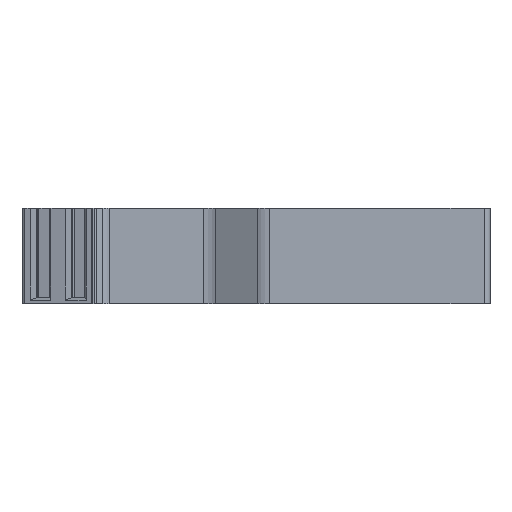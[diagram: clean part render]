
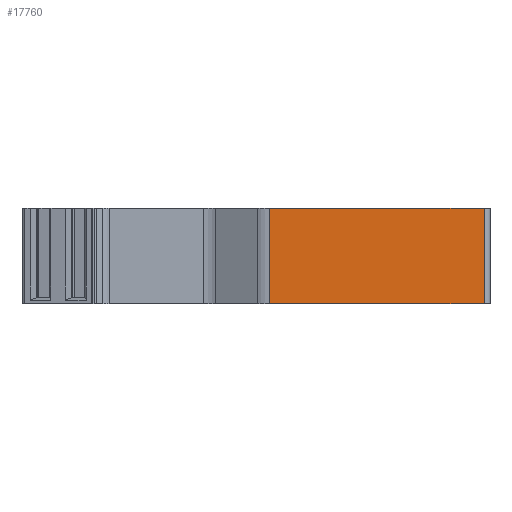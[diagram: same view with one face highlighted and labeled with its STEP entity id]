
A CAD part, left-side view. The second image highlights one B-rep face of the part: STEP entity #17760.
In plain terms, the highlighted planar face has unit normal (-1, 0, 0).
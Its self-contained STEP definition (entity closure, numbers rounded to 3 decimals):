
#32 = PLANE('',#33);
#33 = AXIS2_PLACEMENT_3D('',#34,#35,#36);
#34 = CARTESIAN_POINT('',(-0.05,0.5,0.));
#35 = DIRECTION('',(0.,0.,1.));
#36 = DIRECTION('',(1.,0.,0.));
#2689 = VERTEX_POINT('',#2690);
#2690 = CARTESIAN_POINT('',(-25.05,12.464,0.));
#2709 = CYLINDRICAL_SURFACE('',#2710,2.);
#2710 = AXIS2_PLACEMENT_3D('',#2711,#2712,#2713);
#2711 = CARTESIAN_POINT('',(-23.05,12.464,8.119));
#2712 = DIRECTION('',(0.,0.,-1.));
#2713 = DIRECTION('',(-1.,0.,0.));
#2721 = EDGE_CURVE('',#2722,#2689,#2724,.T.);
#2722 = VERTEX_POINT('',#2723);
#2723 = CARTESIAN_POINT('',(-25.05,-5.8,0.));
#2724 = SURFACE_CURVE('',#2725,(#2729,#2736),.PCURVE_S1.);
#2725 = LINE('',#2726,#2727);
#2726 = CARTESIAN_POINT('',(-25.05,-5.8,0.));
#2727 = VECTOR('',#2728,1.);
#2728 = DIRECTION('',(0.,1.,0.));
#2729 = PCURVE('',#32,#2730);
#2730 = DEFINITIONAL_REPRESENTATION('',(#2731),#2735);
#2731 = LINE('',#2732,#2733);
#2732 = CARTESIAN_POINT('',(-25.,-6.3));
#2733 = VECTOR('',#2734,1.);
#2734 = DIRECTION('',(0.,1.));
#2735 = ( GEOMETRIC_REPRESENTATION_CONTEXT(2) 
PARAMETRIC_REPRESENTATION_CONTEXT() REPRESENTATION_CONTEXT('2D SPACE',''
  ) );
#2736 = PCURVE('',#2737,#2742);
#2737 = PLANE('',#2738);
#2738 = AXIS2_PLACEMENT_3D('',#2739,#2740,#2741);
#2739 = CARTESIAN_POINT('',(-25.05,35.,0.));
#2740 = DIRECTION('',(-1.,0.,0.));
#2741 = DIRECTION('',(0.,-1.,0.));
#2742 = DEFINITIONAL_REPRESENTATION('',(#2743),#2747);
#2743 = LINE('',#2744,#2745);
#2744 = CARTESIAN_POINT('',(40.8,0.));
#2745 = VECTOR('',#2746,1.);
#2746 = DIRECTION('',(-1.,0.));
#2747 = ( GEOMETRIC_REPRESENTATION_CONTEXT(2) 
PARAMETRIC_REPRESENTATION_CONTEXT() REPRESENTATION_CONTEXT('2D SPACE',''
  ) );
#2770 = CYLINDRICAL_SURFACE('',#2771,0.5);
#2771 = AXIS2_PLACEMENT_3D('',#2772,#2773,#2774);
#2772 = CARTESIAN_POINT('',(-24.55,-5.8,8.119));
#2773 = DIRECTION('',(0.,0.,-1.));
#2774 = DIRECTION('',(0.,-1.,0.));
#3400 = PLANE('',#3401);
#3401 = AXIS2_PLACEMENT_3D('',#3402,#3403,#3404);
#3402 = CARTESIAN_POINT('',(-0.05,0.5,8.1));
#3403 = DIRECTION('',(0.,0.,1.));
#3404 = DIRECTION('',(1.,0.,0.));
#5616 = VERTEX_POINT('',#5617);
#5617 = CARTESIAN_POINT('',(-25.05,-5.8,8.1));
#5639 = EDGE_CURVE('',#5640,#5616,#5642,.T.);
#5640 = VERTEX_POINT('',#5641);
#5641 = CARTESIAN_POINT('',(-25.05,12.464,8.1));
#5642 = SURFACE_CURVE('',#5643,(#5647,#5654),.PCURVE_S1.);
#5643 = LINE('',#5644,#5645);
#5644 = CARTESIAN_POINT('',(-25.05,12.464,8.1));
#5645 = VECTOR('',#5646,1.);
#5646 = DIRECTION('',(0.,-1.,0.));
#5647 = PCURVE('',#3400,#5648);
#5648 = DEFINITIONAL_REPRESENTATION('',(#5649),#5653);
#5649 = LINE('',#5650,#5651);
#5650 = CARTESIAN_POINT('',(-25.,11.964));
#5651 = VECTOR('',#5652,1.);
#5652 = DIRECTION('',(0.,-1.));
#5653 = ( GEOMETRIC_REPRESENTATION_CONTEXT(2) 
PARAMETRIC_REPRESENTATION_CONTEXT() REPRESENTATION_CONTEXT('2D SPACE',''
  ) );
#5654 = PCURVE('',#2737,#5655);
#5655 = DEFINITIONAL_REPRESENTATION('',(#5656),#5660);
#5656 = LINE('',#5657,#5658);
#5657 = CARTESIAN_POINT('',(22.536,8.1));
#5658 = VECTOR('',#5659,1.);
#5659 = DIRECTION('',(1.,0.));
#5660 = ( GEOMETRIC_REPRESENTATION_CONTEXT(2) 
PARAMETRIC_REPRESENTATION_CONTEXT() REPRESENTATION_CONTEXT('2D SPACE',''
  ) );
#17739 = EDGE_CURVE('',#5616,#2722,#17740,.T.);
#17740 = SURFACE_CURVE('',#17741,(#17745,#17752),.PCURVE_S1.);
#17741 = LINE('',#17742,#17743);
#17742 = CARTESIAN_POINT('',(-25.05,-5.8,8.1));
#17743 = VECTOR('',#17744,1.);
#17744 = DIRECTION('',(0.,0.,-1.));
#17745 = PCURVE('',#2770,#17746);
#17746 = DEFINITIONAL_REPRESENTATION('',(#17747),#17751);
#17747 = LINE('',#17748,#17749);
#17748 = CARTESIAN_POINT('',(1.571,0.019));
#17749 = VECTOR('',#17750,1.);
#17750 = DIRECTION('',(0.,1.));
#17751 = ( GEOMETRIC_REPRESENTATION_CONTEXT(2) 
PARAMETRIC_REPRESENTATION_CONTEXT() REPRESENTATION_CONTEXT('2D SPACE',''
  ) );
#17752 = PCURVE('',#2737,#17753);
#17753 = DEFINITIONAL_REPRESENTATION('',(#17754),#17758);
#17754 = LINE('',#17755,#17756);
#17755 = CARTESIAN_POINT('',(40.8,8.1));
#17756 = VECTOR('',#17757,1.);
#17757 = DIRECTION('',(0.,-1.));
#17758 = ( GEOMETRIC_REPRESENTATION_CONTEXT(2) 
PARAMETRIC_REPRESENTATION_CONTEXT() REPRESENTATION_CONTEXT('2D SPACE',''
  ) );
#17760 = ADVANCED_FACE('',(#17761),#2737,.T.);
#17761 = FACE_BOUND('',#17762,.F.);
#17762 = EDGE_LOOP('',(#17763,#17764,#17765,#17766));
#17763 = ORIENTED_EDGE('',*,*,#5639,.T.);
#17764 = ORIENTED_EDGE('',*,*,#17739,.T.);
#17765 = ORIENTED_EDGE('',*,*,#2721,.T.);
#17766 = ORIENTED_EDGE('',*,*,#17767,.F.);
#17767 = EDGE_CURVE('',#5640,#2689,#17768,.T.);
#17768 = SURFACE_CURVE('',#17769,(#17773,#17780),.PCURVE_S1.);
#17769 = LINE('',#17770,#17771);
#17770 = CARTESIAN_POINT('',(-25.05,12.464,8.1));
#17771 = VECTOR('',#17772,1.);
#17772 = DIRECTION('',(0.,0.,-1.));
#17773 = PCURVE('',#2737,#17774);
#17774 = DEFINITIONAL_REPRESENTATION('',(#17775),#17779);
#17775 = LINE('',#17776,#17777);
#17776 = CARTESIAN_POINT('',(22.536,8.1));
#17777 = VECTOR('',#17778,1.);
#17778 = DIRECTION('',(0.,-1.));
#17779 = ( GEOMETRIC_REPRESENTATION_CONTEXT(2) 
PARAMETRIC_REPRESENTATION_CONTEXT() REPRESENTATION_CONTEXT('2D SPACE',''
  ) );
#17780 = PCURVE('',#2709,#17781);
#17781 = DEFINITIONAL_REPRESENTATION('',(#17782),#17786);
#17782 = LINE('',#17783,#17784);
#17783 = CARTESIAN_POINT('',(0.,0.019));
#17784 = VECTOR('',#17785,1.);
#17785 = DIRECTION('',(0.,1.));
#17786 = ( GEOMETRIC_REPRESENTATION_CONTEXT(2) 
PARAMETRIC_REPRESENTATION_CONTEXT() REPRESENTATION_CONTEXT('2D SPACE',''
  ) );
